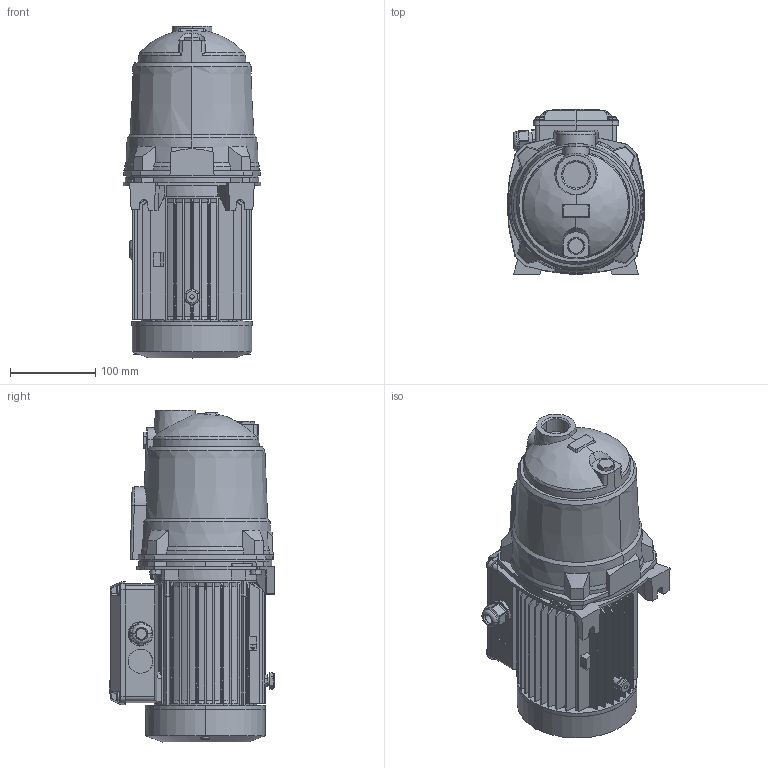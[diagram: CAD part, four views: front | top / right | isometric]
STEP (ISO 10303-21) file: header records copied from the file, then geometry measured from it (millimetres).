
FILE_DESCRIPTION (( 'STEP AP214' ), '1' );
FILE_NAME ('4_93_552_02_REV00.step', '2021-09-30T06:46:18', ( '' ), ( '' ), 'SwSTEP 2.0', 'SolidWorks 2020', '' );
FILE_SCHEMA (( 'AUTOMOTIVE_DESIGN' ));
Length unit declared in the file: millimetre
Products named in the file (2): Copia di 4_93_552_02_REV00_1^4_93_552_02_REV00; 4_93_552_02_REV00
Assembly tree (1 placements, depth 2):
  4_93_552_02_REV00
    Copia di 4_93_552_02_REV00_1^4_93_552_02_REV00
Bounding box: 161 x 193.15 x 388.5 mm (x, y, z)
Volume: 6284603.4 mm3; surface area: 447527.6 mm2
Topology: 9 solids, 9 shells, 2274 faces, 6379 edges, 4220 vertices
Faces by surface type: bspline 1106, plane 699, cylinder 236, cone 213, sphere 12, torus 8
Entity records: 102993 total; most frequent: CARTESIAN_POINT 25273, ORIENTED_EDGE 12754, DIRECTION 7766, EDGE_CURVE 6377, VERTEX_POINT 4220, VECTOR 3898, LINE 3898, EDGE_LOOP 2385
